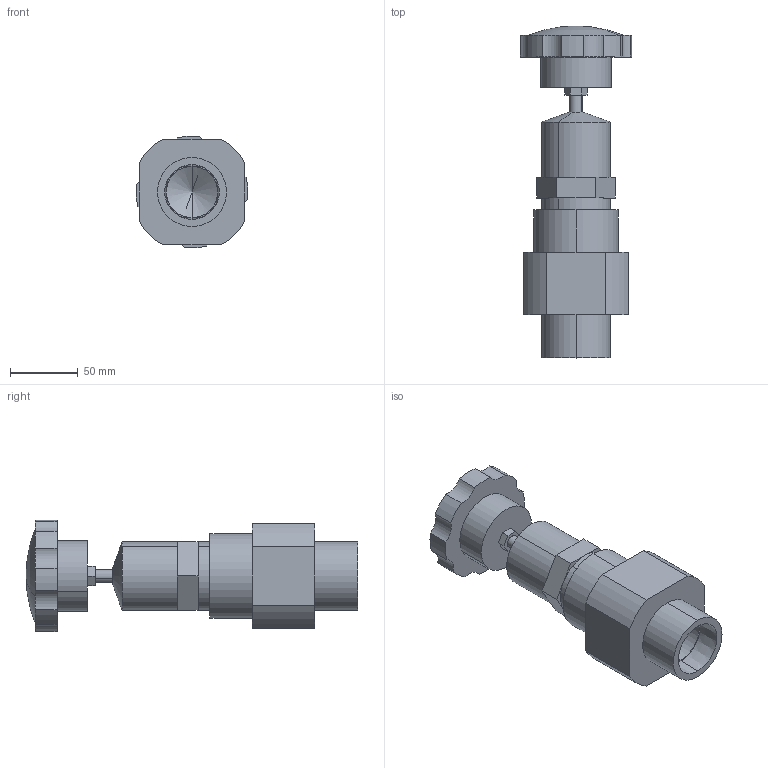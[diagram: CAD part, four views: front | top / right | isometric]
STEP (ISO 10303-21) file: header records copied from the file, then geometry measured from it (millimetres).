
FILE_DESCRIPTION (( 'STEP AP214' ), '1' );
FILE_NAME ('7363.STEP', '2010-06-22T15:41:51', ( 'Steve Larson' ), ( 'Diversified Dynamics' ), 'SwSTEP 2.0', 'SolidWorks 2010', '' );
FILE_SCHEMA (( 'AUTOMOTIVE_DESIGN' ));
Length unit declared in the file: inch
Products named in the file (4): 30948; 30928; 7363; 33917
Assembly tree (3 placements, depth 2):
  7363
    33917
    30928
    30948
Bounding box: 82.32 x 244.23 x 82.32 mm (x, y, z)
Volume: 634140.7 mm3; surface area: 74710.8 mm2
Topology: 3 solids, 3 shells, 90 faces, 213 edges, 133 vertices
Faces by surface type: plane 41, cylinder 37, cone 10, torus 2
Entity records: 3109 total; most frequent: DIRECTION 499, CARTESIAN_POINT 436, ORIENTED_EDGE 414, EDGE_CURVE 207, AXIS2_PLACEMENT_3D 196, VERTEX_POINT 133, VECTOR 107, LINE 107
